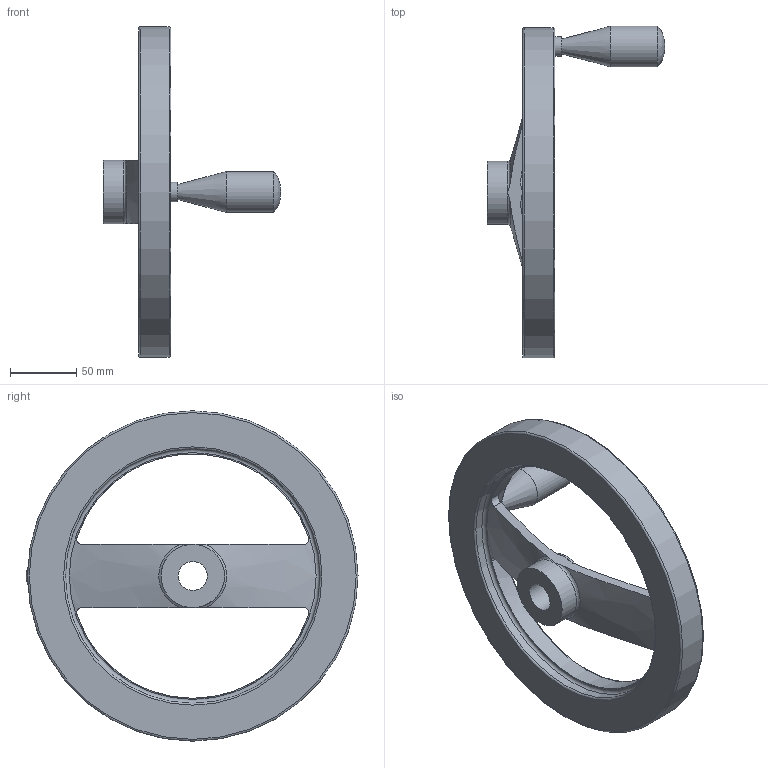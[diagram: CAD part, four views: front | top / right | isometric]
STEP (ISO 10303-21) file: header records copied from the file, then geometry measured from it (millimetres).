
FILE_DESCRIPTION( ( 'STEP AP214' ), '1' );
FILE_NAME( 'K0162.4250X22_drehbarer_Zylindergriff__Nabe_ohne_Nut.stp', '2020-11-26T10:24:07', ( '' ), ( '' ), ' ', 'PARTsolutions', ' ' );
FILE_SCHEMA( ( 'AUTOMOTIVE_DESIGN { 1 0 10303 214 1 1 1 1 }' ) );
Length unit declared in the file: millimetre
Products named in the file (1): _K0162.4250X22_drehbarer Zylindergriff, Nabe ohne Nut
Bounding box: 133.96 x 251.15 x 250 mm (x, y, z)
Volume: 655842.7 mm3; surface area: 107042.2 mm2
Topology: 1 solids, 1 shells, 33 faces, 83 edges, 51 vertices
Faces by surface type: cylinder 12, torus 9, plane 7, cone 4, bspline 1
Full cylindrical faces by diameter (mm): 14.88 x1, 22 x1, 31 x1, 48 x2, 185 x1, 192.625 x1, 250 x1
Entity records: 1479 total; most frequent: CARTESIAN_POINT 512, DIRECTION 136, ORIENTED_EDGE 126, AXIS2_PLACEMENT_3D 64, EDGE_CURVE 63, EDGE_LOOP 54, VERTEX_POINT 48, FACE_OUTER_BOUND 46
